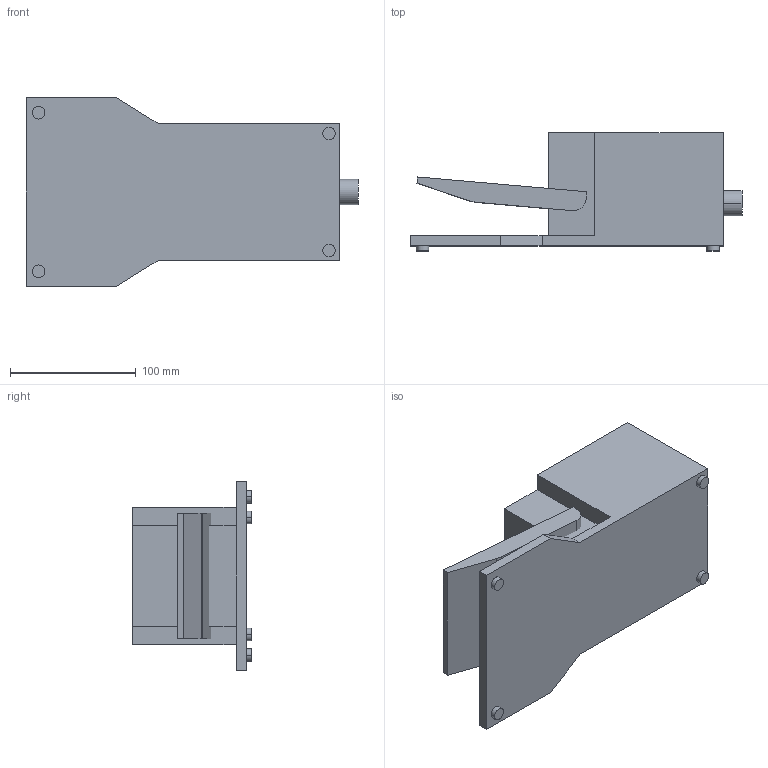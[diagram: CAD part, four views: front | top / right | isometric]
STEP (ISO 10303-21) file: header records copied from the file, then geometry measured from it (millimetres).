
FILE_DESCRIPTION((''),'2;1');
FILE_NAME('3d_KG120S11.stp','2012-10-03T08:43:25',(''),(''),'Mechanical Desktop 2011','Mechanical Desktop 2011',', , ');
FILE_SCHEMA(('CONFIG_CONTROL_DESIGN'));
Length unit declared in the file: millimetre
Products named in the file (1): Product
Bounding box: 264 x 94 x 150 mm (x, y, z)
Volume: 1595554.7 mm3; surface area: 143642.8 mm2
Topology: 7 solids, 7 shells, 45 faces, 93 edges, 62 vertices
Faces by surface type: plane 30, bspline 8, cylinder 7
Entity records: 1324 total; most frequent: CARTESIAN_POINT 281, DIRECTION 191, ORIENTED_EDGE 186, EDGE_CURVE 93, VECTOR 71, LINE 71, VERTEX_POINT 62, AXIS2_PLACEMENT_3D 60
